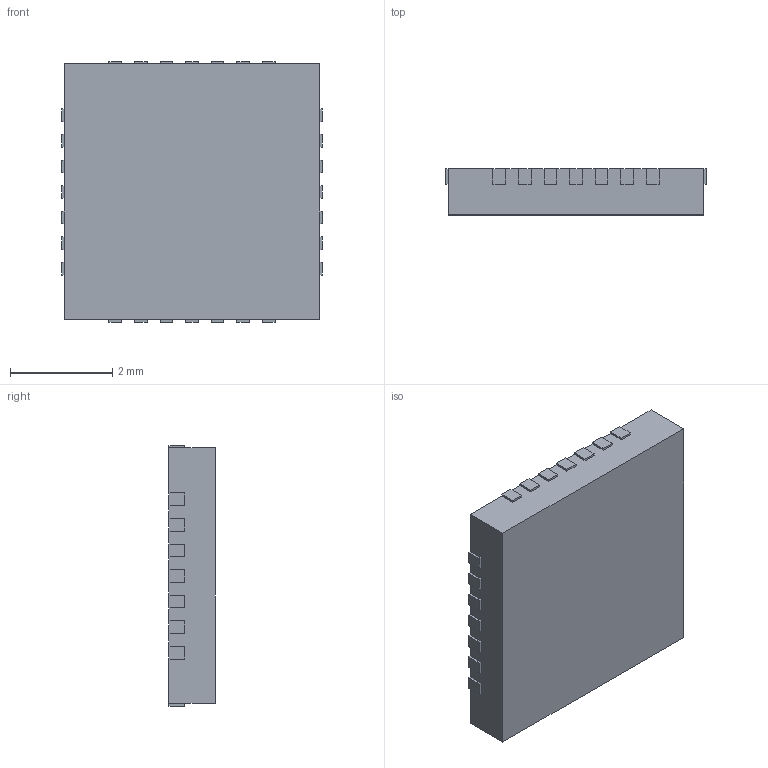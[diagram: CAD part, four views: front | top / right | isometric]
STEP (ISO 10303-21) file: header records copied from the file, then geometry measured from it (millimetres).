
FILE_DESCRIPTION (( 'STEP AP214' ), '1' );
FILE_NAME ('A4988.STEP', '2024-12-10T13:40:22', ( '' ), ( '' ), 'SwSTEP 2.0', 'SolidWorks 2024', '' );
FILE_SCHEMA (( 'AUTOMOTIVE_DESIGN' ));
Length unit declared in the file: millimetre
Products named in the file (1): A4988
Bounding box: 5.1 x 0.9 x 5.1 mm (x, y, z)
Volume: 22.6 mm3; surface area: 69.6 mm2
Topology: 1 solids, 1 shells, 118 faces, 348 edges, 232 vertices
Faces by surface type: plane 118
Entity records: 3875 total; most frequent: CARTESIAN_POINT 699, ORIENTED_EDGE 696, DIRECTION 586, VECTOR 348, LINE 348, EDGE_CURVE 348, VERTEX_POINT 232, AXIS2_PLACEMENT_3D 119
